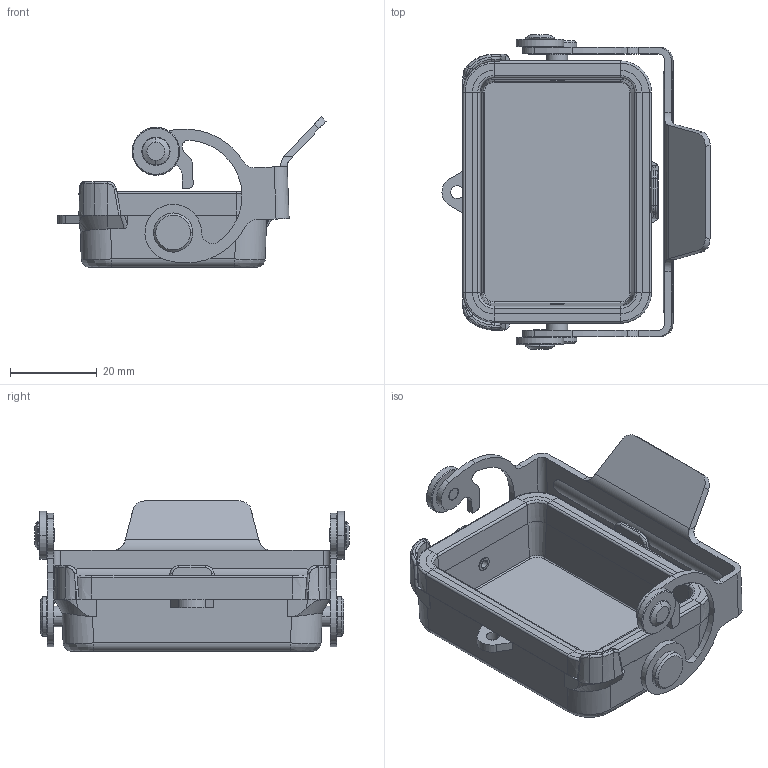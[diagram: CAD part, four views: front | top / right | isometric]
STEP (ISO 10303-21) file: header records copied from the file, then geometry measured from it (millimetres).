
FILE_DESCRIPTION(('Creo Elements/Direct Modeling STEP Export'),'2;1');
FILE_NAME('0ln7tug3sgnohta3968','2015-09-01T15:34:15',(''),(''),'Creo Elements/Direct Modeling STEP processor for AP214 (Solid Model)','Creo Elements/Direct Modeling 18.1F 24-Jul-2014 (C) Parametric Technology GmbH','');
FILE_SCHEMA(('AUTOMOTIVE_DESIGN { 1 0 10303 214 1 1 1 1 }'));
Length unit declared in the file: millimetre
Products named in the file (13): 23539; 23539.1; 23539.2; 23539.3; 23539.4; 23539.5; Guarnizione
Assembly tree (6 placements, depth 2):
  23539
    23539
  23539.1
    23539.1
  23539.2
    23539.2
  23539.3
    23539.3
  23539.4
    23539.4
Bounding box: 61.64 x 72.4 x 34.64 mm (x, y, z)
Volume: 21173.3 mm3; surface area: 20586.8 mm2
Topology: 7 solids, 7 shells, 421 faces, 988 edges, 592 vertices
Faces by surface type: plane 157, cylinder 146, cone 48, bspline 36, torus 30, extrusion 4
Entity records: 15877 total; most frequent: CARTESIAN_POINT 4501, ORIENTED_EDGE 1968, DIRECTION 1828, EDGE_CURVE 984, AXIS2_PLACEMENT_3D 685, VERTEX_POINT 592, VECTOR 458, LINE 454
